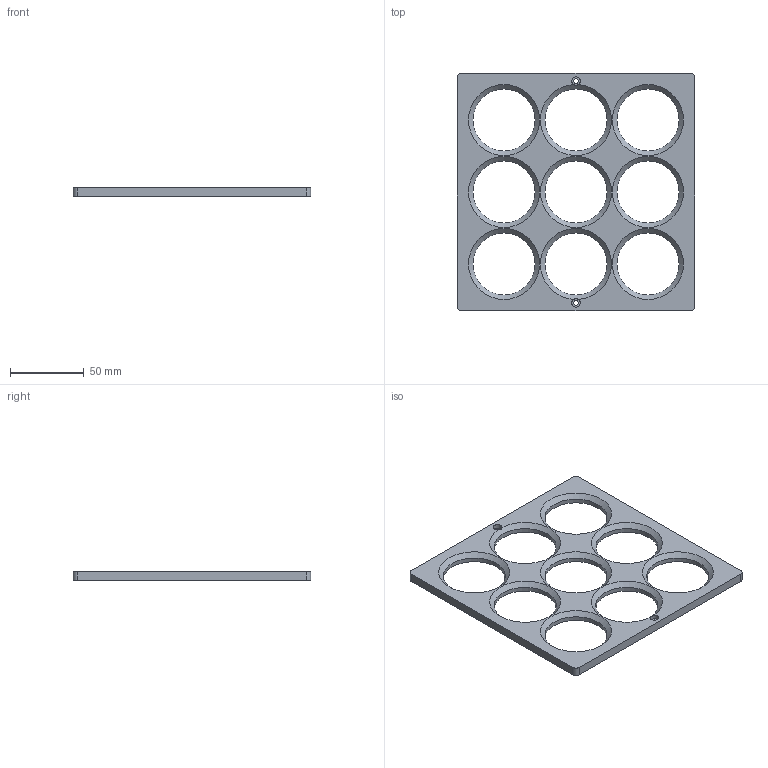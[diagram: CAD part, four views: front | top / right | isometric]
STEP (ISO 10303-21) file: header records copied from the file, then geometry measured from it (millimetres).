
FILE_DESCRIPTION(/* description */ (''),/* implementation_level */ '2;1');
FILE_NAME(/* name */ 'GameBoard v1.step',/* time_stamp */ '2024-08-20T10:22:20-07:00',/* author */ (''),/* organization */ (''),/* preprocessor_version */ 'ST-DEVELOPER v20',/* originating_system */ 'Autodesk Translation Framework v13.14.0.145',/* authorisation */ '');
FILE_SCHEMA (('AUTOMOTIVE_DESIGN { 1 0 10303 214 3 1 1 }'));
Length unit declared in the file: millimetre
Products named in the file (1): GameBoard
Bounding box: 160.5 x 160.5 x 6 mm (x, y, z)
Volume: 73902.4 mm3; surface area: 35665 mm2
Topology: 1 solids, 1 shells, 34 faces, 87 edges, 55 vertices
Faces by surface type: cylinder 17, cone 9, plane 8
Full cylindrical faces by diameter (mm): 3.1 x2, 5.75 x2, 42 x9
Entity records: 1144 total; most frequent: DIRECTION 202, CARTESIAN_POINT 195, ORIENTED_EDGE 174, EDGE_CURVE 87, AXIS2_PLACEMENT_3D 82, EDGE_LOOP 56, VERTEX_POINT 55, CIRCLE 47
